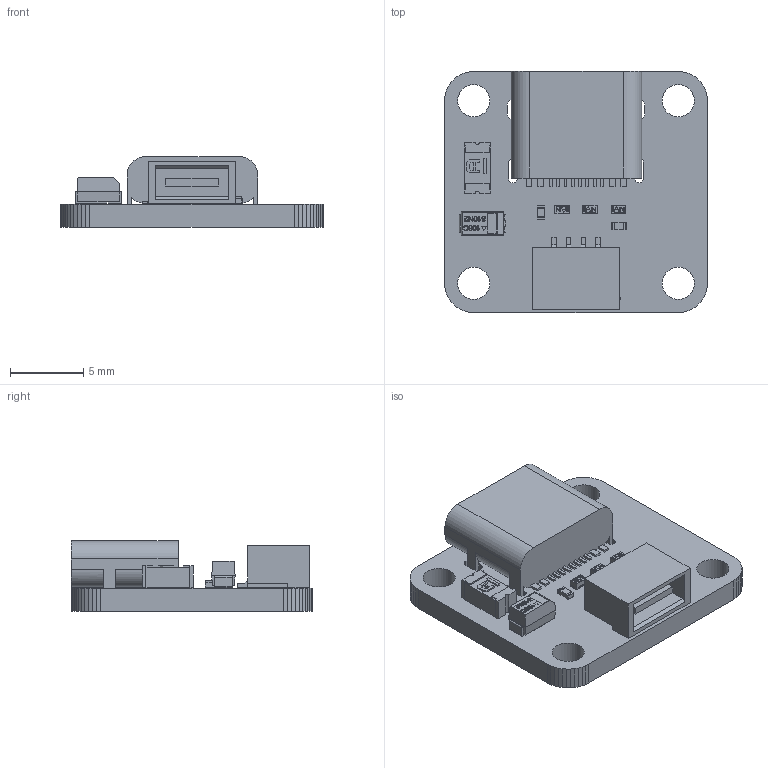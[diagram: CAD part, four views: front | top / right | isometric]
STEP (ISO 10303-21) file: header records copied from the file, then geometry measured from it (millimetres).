
FILE_DESCRIPTION(('KiCad electronic assembly'),'2;1');
FILE_NAME('MKP-DB-C3-SH-Rev3.STEP','2023-10-10T11:48:10',('Pcbnew'),( 'Kicad'),'Open CASCADE STEP processor 7.6','KiCad to STEP converter' ,'Unknown');
FILE_SCHEMA(('AUTOMOTIVE_DESIGN { 1 0 10303 214 1 1 1 1 }'));
Length unit declared in the file: millimetre
Products named in the file (14): MKP-DB-C3-SH-Rev3 1; R_0402_1005Metric; SOLID; JST-SR-4; NSMF200-2; COMPOUND; HRO-TYPE-C-31-M-12; CP_EIA-3216-18_Kemet-A v3; PESD5V0X1BCAL,315; PCB
Assembly tree (16 placements, depth 3):
  MKP-DB-C3-SH-Rev3 1
    R_0402_1005Metric  x2
      SOLID
    JST-SR-4
      SOLID
    NSMF200-2
      COMPOUND
    HRO-TYPE-C-31-M-12
      SOLID
    CP_EIA-3216-18_Kemet-A v3
      COMPOUND
    PESD5V0X1BCAL,315  x3
      COMPOUND
    PCB
Bounding box: 18 x 16.5 x 4.84 mm (x, y, z)
Volume: 597.9 mm3; surface area: 1440.7 mm2
Topology: 33 solids, 33 shells, 1007 faces, 2767 edges, 1834 vertices
Faces by surface type: plane 810, bspline 134, cylinder 53, cone 10
Full cylindrical faces by diameter (mm): 0.3 x2, 0.5 x2, 0.7 x2, 2.2 x4
Entity records: 53726 total; most frequent: CARTESIAN_POINT 12890, DIRECTION 6579, LINE 5044, VECTOR 5044, ORIENTED_EDGE 4114, PCURVE 4114, DEFINITIONAL_REPRESENTATION 4114, EDGE_CURVE 2057
